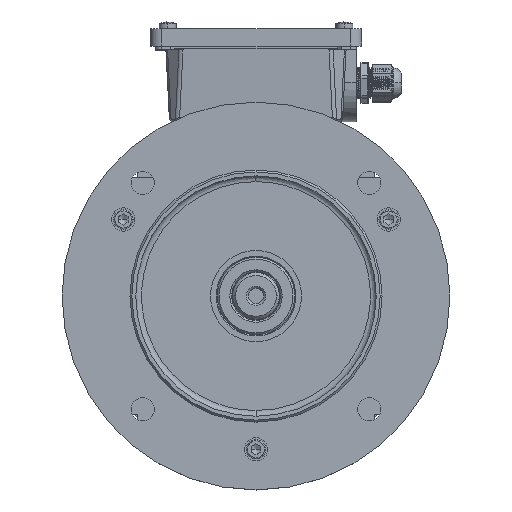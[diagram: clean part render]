
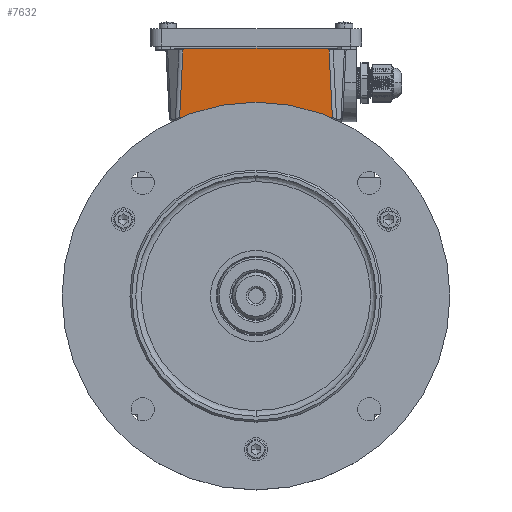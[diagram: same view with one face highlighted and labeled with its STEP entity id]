
A CAD part, top view. The second image highlights one B-rep face of the part: STEP entity #7632.
In plain terms, the highlighted planar face has unit normal (0, -0.05, 0.999).
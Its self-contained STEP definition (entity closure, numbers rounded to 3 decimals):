
#3518 = VERTEX_POINT ( 'NONE', #142846 ) ;
#3701 = VERTEX_POINT ( 'NONE', #20624 ) ;
#6276 = CARTESIAN_POINT ( 'NONE',  ( -40.558, 112.911, 126.892 ) ) ;
#7064 = VECTOR ( 'NONE', #204995, 1000. ) ;
#7632 = ADVANCED_FACE ( 'NONE', ( #304731 ), #202627, .F. ) ;
#14692 = CARTESIAN_POINT ( 'NONE',  ( -119.239, 112.911, 126.892 ) ) ;
#15965 = VERTEX_POINT ( 'NONE', #103677 ) ;
#20624 = CARTESIAN_POINT ( 'NONE',  ( -119.202, 112.911, 126.892 ) ) ;
#21064 = VECTOR ( 'NONE', #163029, 1000. ) ;
#24720 = CARTESIAN_POINT ( 'NONE',  ( -41.025, 147.911, 128.642 ) ) ;
#28955 = CARTESIAN_POINT ( 'NONE',  ( -14.667, 147.911, 128.642 ) ) ;
#31573 = EDGE_CURVE ( 'NONE', #15965, #44835, #318727, .T. ) ;
#31930 = VERTEX_POINT ( 'NONE', #39686 ) ;
#39686 = CARTESIAN_POINT ( 'NONE',  ( -41.074, 148.888, 128.691 ) ) ;
#40686 = CARTESIAN_POINT ( 'NONE',  ( -115.121, 221.665, 132.33 ) ) ;
#42831 = VERTEX_POINT ( 'NONE', #49155 ) ;
#44835 = VERTEX_POINT ( 'NONE', #181759 ) ;
#47135 = EDGE_CURVE ( 'NONE', #318240, #218930, #113327, .T. ) ;
#49155 = CARTESIAN_POINT ( 'NONE',  ( -118.76, 148.888, 128.691 ) ) ;
#49779 = LINE ( 'NONE', #279459, #81921 ) ;
#50554 = ORIENTED_EDGE ( 'NONE', *, *, #47135, .T. ) ;
#56308 = CARTESIAN_POINT ( 'NONE',  ( -119.313, 112.913, 126.893 ) ) ;
#58248 = VECTOR ( 'NONE', #193183, 1000. ) ;
#61023 = ORIENTED_EDGE ( 'NONE', *, *, #331573, .T. ) ;
#63113 = DIRECTION ( 'NONE',  ( -0.05, 0.998, 0.05 ) ) ;
#67860 = ORIENTED_EDGE ( 'NONE', *, *, #222731, .F. ) ;
#68898 = DIRECTION ( 'NONE',  ( -1., 0., 0. ) ) ;
#81389 = ORIENTED_EDGE ( 'NONE', *, *, #194693, .T. ) ;
#81921 = VECTOR ( 'NONE', #328881, 1000. ) ;
#94314 = EDGE_LOOP ( 'NONE', ( #67860, #61023, #50554, #81389, #163262, #171932, #132818, #104480, #160070, #130889 ) ) ;
#96055 =( BOUNDED_CURVE ( )  B_SPLINE_CURVE ( 3, ( #245538, #142436, #14692, #266903 ),
 .UNSPECIFIED., .F., .T. ) 
 B_SPLINE_CURVE_WITH_KNOTS ( ( 4, 4 ),
 ( 6.103, 6.12 ),
 .UNSPECIFIED. ) 
 CURVE ( )  GEOMETRIC_REPRESENTATION_ITEM ( )  RATIONAL_B_SPLINE_CURVE ( ( 1., 1., 1., 1. ) ) 
 REPRESENTATION_ITEM ( '' )  );
#103677 = CARTESIAN_POINT ( 'NONE',  ( -40.631, 112.911, 126.892 ) ) ;
#104480 = ORIENTED_EDGE ( 'NONE', *, *, #214398, .T. ) ;
#107067 = LINE ( 'NONE', #304816, #7064 ) ;
#113327 = LINE ( 'NONE', #267149, #21064 ) ;
#116068 = EDGE_CURVE ( 'NONE', #293112, #31930, #268065, .T. ) ;
#122414 = VERTEX_POINT ( 'NONE', #125417 ) ;
#122939 = CARTESIAN_POINT ( 'NONE',  ( -45.631, 215.11, 132.002 ) ) ;
#125417 = CARTESIAN_POINT ( 'NONE',  ( -118.809, 147.911, 128.642 ) ) ;
#126249 = CARTESIAN_POINT ( 'NONE',  ( -40.595, 112.911, 126.892 ) ) ;
#127594 = DIRECTION ( 'NONE',  ( 1., 0., 0. ) ) ;
#130889 = ORIENTED_EDGE ( 'NONE', *, *, #163404, .T. ) ;
#131674 = VECTOR ( 'NONE', #127594, 1000. ) ;
#132818 = ORIENTED_EDGE ( 'NONE', *, *, #301939, .T. ) ;
#134519 = LINE ( 'NONE', #40686, #58248 ) ;
#142436 = CARTESIAN_POINT ( 'NONE',  ( -119.276, 112.911, 126.892 ) ) ;
#142846 = CARTESIAN_POINT ( 'NONE',  ( -42.271, 147.911, 128.642 ) ) ;
#150548 = VECTOR ( 'NONE', #68898, 1000. ) ;
#160070 = ORIENTED_EDGE ( 'NONE', *, *, #116068, .T. ) ;
#163029 = DIRECTION ( 'NONE',  ( -0.05, -0.998, -0.05 ) ) ;
#163262 = ORIENTED_EDGE ( 'NONE', *, *, #305706, .F. ) ;
#163404 = EDGE_CURVE ( 'NONE', #31930, #42831, #107067, .T. ) ;
#167658 = LINE ( 'NONE', #28955, #131674 ) ;
#171932 = ORIENTED_EDGE ( 'NONE', *, *, #31573, .T. ) ;
#174959 = VECTOR ( 'NONE', #277606, 1000. ) ;
#180219 = DIRECTION ( 'NONE',  ( 0., -0.999, -0.05 ) ) ;
#181759 = CARTESIAN_POINT ( 'NONE',  ( -40.521, 112.913, 126.893 ) ) ;
#182416 = DIRECTION ( 'NONE',  ( 0., 0.05, -0.999 ) ) ;
#185590 = CARTESIAN_POINT ( 'NONE',  ( -40.521, 112.913, 126.893 ) ) ;
#191751 = CARTESIAN_POINT ( 'NONE',  ( -117.563, 147.911, 128.642 ) ) ;
#193183 = DIRECTION ( 'NONE',  ( 0.05, 0.998, 0.05 ) ) ;
#194693 = EDGE_CURVE ( 'NONE', #218930, #3701, #96055, .T. ) ;
#198798 = LINE ( 'NONE', #272986, #150548 ) ;
#202627 = PLANE ( 'NONE',  #322133 ) ;
#204995 = DIRECTION ( 'NONE',  ( -1., 0., 0. ) ) ;
#208028 = VECTOR ( 'NONE', #63113, 1000. ) ;
#214398 = EDGE_CURVE ( 'NONE', #3518, #293112, #49779, .T. ) ;
#218930 = VERTEX_POINT ( 'NONE', #56308 ) ;
#222731 = EDGE_CURVE ( 'NONE', #122414, #42831, #134519, .T. ) ;
#239242 = CARTESIAN_POINT ( 'NONE',  ( -44.388, 215.172, 132.005 ) ) ;
#245538 = CARTESIAN_POINT ( 'NONE',  ( -119.313, 112.913, 126.893 ) ) ;
#266903 = CARTESIAN_POINT ( 'NONE',  ( -119.202, 112.911, 126.892 ) ) ;
#267149 = CARTESIAN_POINT ( 'NONE',  ( -119.302, 113.128, 126.903 ) ) ;
#268065 = LINE ( 'NONE', #239242, #208028 ) ;
#272986 = CARTESIAN_POINT ( 'NONE',  ( -14.667, 112.911, 126.892 ) ) ;
#277606 = DIRECTION ( 'NONE',  ( -0.05, 0.998, 0.05 ) ) ;
#279459 = CARTESIAN_POINT ( 'NONE',  ( -14.667, 147.911, 128.642 ) ) ;
#279836 = CARTESIAN_POINT ( 'NONE',  ( -40.631, 112.911, 126.892 ) ) ;
#293112 = VERTEX_POINT ( 'NONE', #24720 ) ;
#301939 = EDGE_CURVE ( 'NONE', #44835, #3518, #315286, .T. ) ;
#304731 = FACE_OUTER_BOUND ( 'NONE', #94314, .T. ) ;
#304816 = CARTESIAN_POINT ( 'NONE',  ( -14.667, 148.888, 128.691 ) ) ;
#305706 = EDGE_CURVE ( 'NONE', #15965, #3701, #198798, .T. ) ;
#310255 = CARTESIAN_POINT ( 'NONE',  ( -14.667, 216.655, 132.08 ) ) ;
#315286 = LINE ( 'NONE', #122939, #174959 ) ;
#318240 = VERTEX_POINT ( 'NONE', #191751 ) ;
#318727 =( BOUNDED_CURVE ( )  B_SPLINE_CURVE ( 3, ( #279836, #126249, #6276, #185590 ),
 .UNSPECIFIED., .F., .F. ) 
 B_SPLINE_CURVE_WITH_KNOTS ( ( 4, 4 ),
 ( 3.305, 3.321 ),
 .UNSPECIFIED. ) 
 CURVE ( )  GEOMETRIC_REPRESENTATION_ITEM ( )  RATIONAL_B_SPLINE_CURVE ( ( 1., 1., 1., 1. ) ) 
 REPRESENTATION_ITEM ( '' )  );
#322133 = AXIS2_PLACEMENT_3D ( 'NONE', #310255, #182416, #180219 ) ;
#328881 = DIRECTION ( 'NONE',  ( 1., 0., 0. ) ) ;
#331573 = EDGE_CURVE ( 'NONE', #122414, #318240, #167658, .T. ) ;
